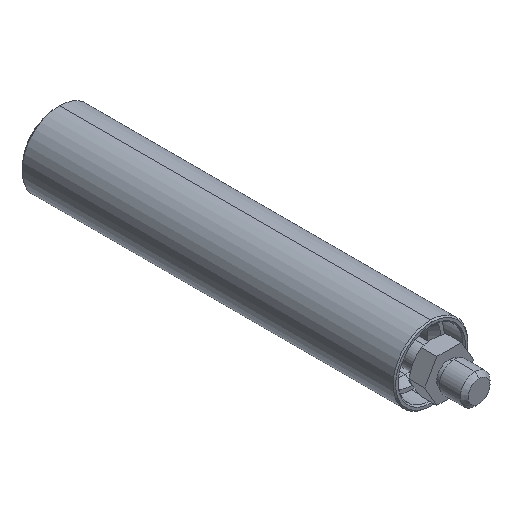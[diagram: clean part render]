
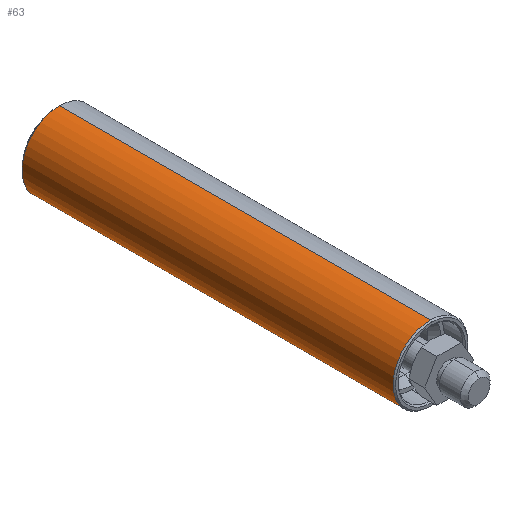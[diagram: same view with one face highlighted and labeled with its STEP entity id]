
A CAD part, isometric view. The second image highlights one B-rep face of the part: STEP entity #63.
In plain terms, the highlighted cylindrical face has radius 15 mm (diameter 30 mm), a partial arc.
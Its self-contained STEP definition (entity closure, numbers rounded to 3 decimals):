
#6 = ORIENTED_EDGE ( 'NONE', *, *, #787, .F. ) ;
#16 = CIRCLE ( 'NONE', #852, 15. ) ;
#45 = CARTESIAN_POINT ( 'NONE',  ( 0., 19.5, 0. ) ) ;
#63 = ADVANCED_FACE ( 'NONE', ( #101 ), #832, .T. ) ;
#101 = FACE_OUTER_BOUND ( 'NONE', #783, .T. ) ;
#116 = VERTEX_POINT ( 'NONE', #722 ) ;
#170 = ORIENTED_EDGE ( 'NONE', *, *, #988, .T. ) ;
#182 = DIRECTION ( 'NONE',  ( -0.002, 0., -1. ) ) ;
#192 = LINE ( 'NONE', #566, #697 ) ;
#197 = DIRECTION ( 'NONE',  ( 0., -1., 0. ) ) ;
#200 = LINE ( 'NONE', #760, #657 ) ;
#262 = CARTESIAN_POINT ( 'NONE',  ( 0., 19., 0. ) ) ;
#267 = AXIS2_PLACEMENT_3D ( 'NONE', #45, #899, #685 ) ;
#283 = AXIS2_PLACEMENT_3D ( 'NONE', #262, #740, #182 ) ;
#300 = CARTESIAN_POINT ( 'NONE',  ( -0.03, 168.5, -15. ) ) ;
#321 = VERTEX_POINT ( 'NONE', #300 ) ;
#493 = CARTESIAN_POINT ( 'NONE',  ( -0.03, 19.5, -15. ) ) ;
#505 = ORIENTED_EDGE ( 'NONE', *, *, #619, .T. ) ;
#566 = CARTESIAN_POINT ( 'NONE',  ( -0.03, 19., -15. ) ) ;
#582 = VERTEX_POINT ( 'NONE', #493 ) ;
#619 = EDGE_CURVE ( 'NONE', #321, #582, #192, .T. ) ;
#639 = ORIENTED_EDGE ( 'NONE', *, *, #972, .F. ) ;
#657 = VECTOR ( 'NONE', #935, 1000. ) ;
#671 = DIRECTION ( 'NONE',  ( 0., -1., 0. ) ) ;
#685 = DIRECTION ( 'NONE',  ( 0., 0., 1. ) ) ;
#697 = VECTOR ( 'NONE', #197, 1000. ) ;
#722 = CARTESIAN_POINT ( 'NONE',  ( 0.03, 19.5, 15. ) ) ;
#740 = DIRECTION ( 'NONE',  ( 0., -1., 0. ) ) ;
#760 = CARTESIAN_POINT ( 'NONE',  ( 0.03, 19., 15. ) ) ;
#763 = VERTEX_POINT ( 'NONE', #996 ) ;
#783 = EDGE_LOOP ( 'NONE', ( #639, #170, #505, #6 ) ) ;
#787 = EDGE_CURVE ( 'NONE', #116, #582, #1156, .T. ) ;
#832 = CYLINDRICAL_SURFACE ( 'NONE', #283, 15. ) ;
#852 = AXIS2_PLACEMENT_3D ( 'NONE', #953, #671, #1151 ) ;
#899 = DIRECTION ( 'NONE',  ( 0., -1., 0. ) ) ;
#935 = DIRECTION ( 'NONE',  ( 0., -1., 0. ) ) ;
#953 = CARTESIAN_POINT ( 'NONE',  ( 0., 168.5, 0. ) ) ;
#972 = EDGE_CURVE ( 'NONE', #763, #116, #200, .T. ) ;
#988 = EDGE_CURVE ( 'NONE', #763, #321, #16, .T. ) ;
#996 = CARTESIAN_POINT ( 'NONE',  ( 0.03, 168.5, 15. ) ) ;
#1151 = DIRECTION ( 'NONE',  ( 0., 0., -1. ) ) ;
#1156 = CIRCLE ( 'NONE', #267, 15. ) ;
